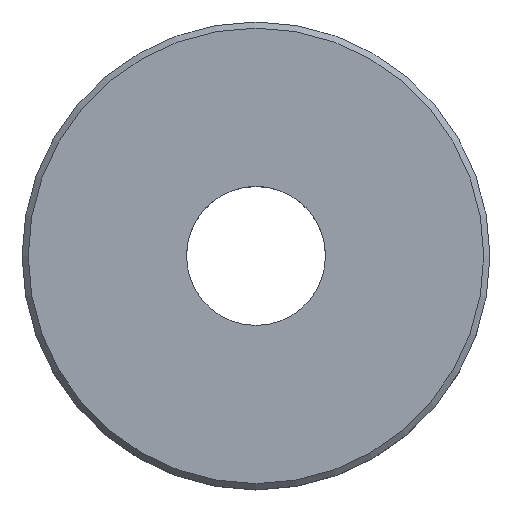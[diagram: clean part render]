
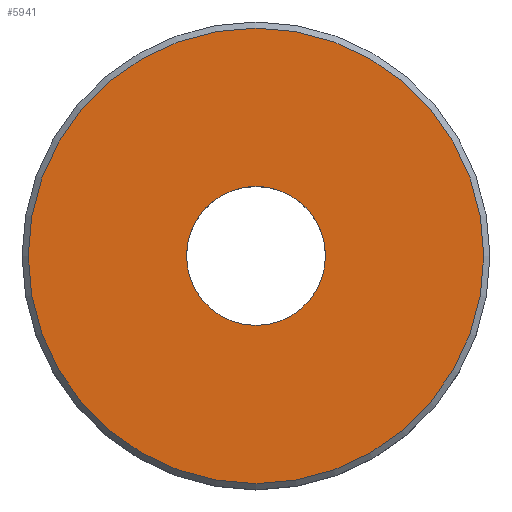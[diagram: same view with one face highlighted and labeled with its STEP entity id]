
A CAD part, top view. The second image highlights one B-rep face of the part: STEP entity #5941.
In plain terms, the highlighted planar face has unit normal (0, 0, 1).
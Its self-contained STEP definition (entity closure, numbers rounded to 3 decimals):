
#157 = CONICAL_SURFACE('',#158,26.65,0.785);
#158 = AXIS2_PLACEMENT_3D('',#159,#160,#161);
#159 = CARTESIAN_POINT('',(0.,0.,3.864));
#160 = DIRECTION('',(-0.,-0.,-1.));
#161 = DIRECTION('',(1.,0.,0.));
#254 = VERTEX_POINT('',#255);
#255 = CARTESIAN_POINT('',(25.95,0.,4.564));
#276 = EDGE_CURVE('',#254,#254,#277,.T.);
#277 = SURFACE_CURVE('',#278,(#283,#290),.PCURVE_S1.);
#278 = CIRCLE('',#279,25.95);
#279 = AXIS2_PLACEMENT_3D('',#280,#281,#282);
#280 = CARTESIAN_POINT('',(0.,0.,4.564));
#281 = DIRECTION('',(0.,0.,1.));
#282 = DIRECTION('',(1.,0.,-0.));
#283 = PCURVE('',#157,#284);
#284 = DEFINITIONAL_REPRESENTATION('',(#285),#289);
#285 = LINE('',#286,#287);
#286 = CARTESIAN_POINT('',(-0.,-0.7));
#287 = VECTOR('',#288,1.);
#288 = DIRECTION('',(-1.,-0.));
#289 = ( GEOMETRIC_REPRESENTATION_CONTEXT(2) 
PARAMETRIC_REPRESENTATION_CONTEXT() REPRESENTATION_CONTEXT('2D SPACE',''
  ) );
#290 = PCURVE('',#291,#296);
#291 = PLANE('',#292);
#292 = AXIS2_PLACEMENT_3D('',#293,#294,#295);
#293 = CARTESIAN_POINT('',(0.,0.,4.564));
#294 = DIRECTION('',(0.,0.,1.));
#295 = DIRECTION('',(1.,0.,0.));
#296 = DEFINITIONAL_REPRESENTATION('',(#297),#301);
#297 = CIRCLE('',#298,25.95);
#298 = AXIS2_PLACEMENT_2D('',#299,#300);
#299 = CARTESIAN_POINT('',(0.,0.));
#300 = DIRECTION('',(1.,0.));
#301 = ( GEOMETRIC_REPRESENTATION_CONTEXT(2) 
PARAMETRIC_REPRESENTATION_CONTEXT() REPRESENTATION_CONTEXT('2D SPACE',''
  ) );
#4530 = CYLINDRICAL_SURFACE('',#4531,7.92);
#4531 = AXIS2_PLACEMENT_3D('',#4532,#4533,#4534);
#4532 = CARTESIAN_POINT('',(0.,0.,
    4.564));
#4533 = DIRECTION('',(0.,0.,-1.));
#4534 = DIRECTION('',(-1.,0.,0.));
#5941 = ADVANCED_FACE('',(#5942,#5945),#291,.T.);
#5942 = FACE_BOUND('',#5943,.T.);
#5943 = EDGE_LOOP('',(#5944));
#5944 = ORIENTED_EDGE('',*,*,#276,.T.);
#5945 = FACE_BOUND('',#5946,.T.);
#5946 = EDGE_LOOP('',(#5947));
#5947 = ORIENTED_EDGE('',*,*,#5948,.T.);
#5948 = EDGE_CURVE('',#5949,#5949,#5951,.T.);
#5949 = VERTEX_POINT('',#5950);
#5950 = CARTESIAN_POINT('',(-7.92,0.,
    4.564));
#5951 = SURFACE_CURVE('',#5952,(#5957,#5968),.PCURVE_S1.);
#5952 = CIRCLE('',#5953,7.92);
#5953 = AXIS2_PLACEMENT_3D('',#5954,#5955,#5956);
#5954 = CARTESIAN_POINT('',(0.,0.,
    4.564));
#5955 = DIRECTION('',(0.,0.,-1.));
#5956 = DIRECTION('',(-1.,0.,0.));
#5957 = PCURVE('',#291,#5958);
#5958 = DEFINITIONAL_REPRESENTATION('',(#5959),#5967);
#5959 = ( BOUNDED_CURVE() B_SPLINE_CURVE(2,(#5960,#5961,#5962,#5963,
#5964,#5965,#5966),.UNSPECIFIED.,.T.,.F.) B_SPLINE_CURVE_WITH_KNOTS((1,2
    ,2,2,2,1),(-2.094,0.,2.094,4.189,
6.283,8.378),.UNSPECIFIED.) CURVE() 
GEOMETRIC_REPRESENTATION_ITEM() RATIONAL_B_SPLINE_CURVE((1.,0.5,1.,0.5,
1.,0.5,1.)) REPRESENTATION_ITEM('') );
#5960 = CARTESIAN_POINT('',(-7.92,0.));
#5961 = CARTESIAN_POINT('',(-7.92,13.718));
#5962 = CARTESIAN_POINT('',(3.96,6.859));
#5963 = CARTESIAN_POINT('',(15.84,0.));
#5964 = CARTESIAN_POINT('',(3.96,-6.859));
#5965 = CARTESIAN_POINT('',(-7.92,-13.718));
#5966 = CARTESIAN_POINT('',(-7.92,0.));
#5967 = ( GEOMETRIC_REPRESENTATION_CONTEXT(2) 
PARAMETRIC_REPRESENTATION_CONTEXT() REPRESENTATION_CONTEXT('2D SPACE',''
  ) );
#5968 = PCURVE('',#4530,#5969);
#5969 = DEFINITIONAL_REPRESENTATION('',(#5970),#5974);
#5970 = LINE('',#5971,#5972);
#5971 = CARTESIAN_POINT('',(0.,0.));
#5972 = VECTOR('',#5973,1.);
#5973 = DIRECTION('',(1.,0.));
#5974 = ( GEOMETRIC_REPRESENTATION_CONTEXT(2) 
PARAMETRIC_REPRESENTATION_CONTEXT() REPRESENTATION_CONTEXT('2D SPACE',''
  ) );
